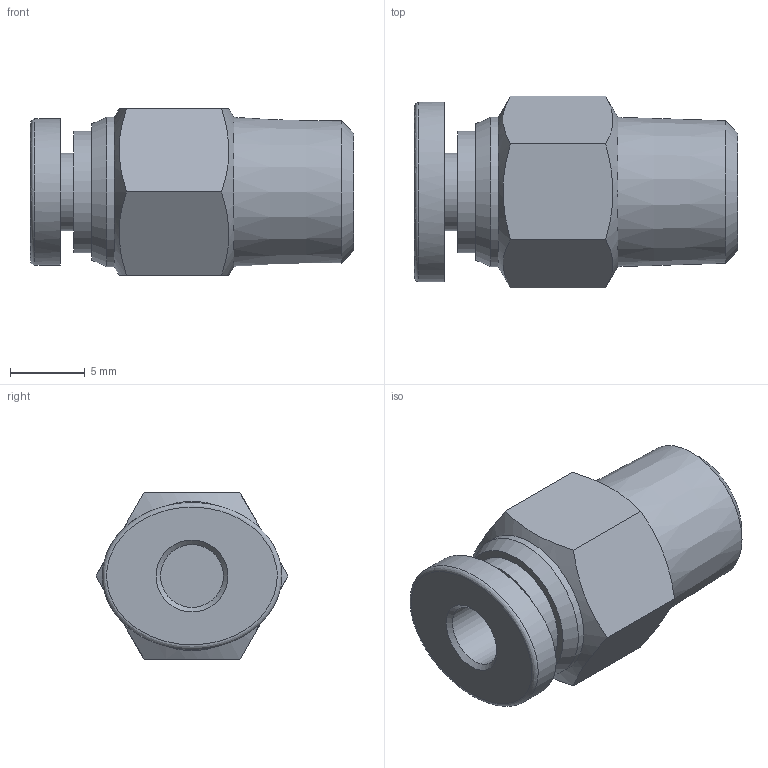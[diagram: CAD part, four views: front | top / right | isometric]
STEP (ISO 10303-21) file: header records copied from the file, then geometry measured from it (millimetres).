
FILE_DESCRIPTION((''),'2;1');
FILE_NAME('PC 5_32-N01U.stp','2016-10-12T09:49:18',('Administrator'),(''),'Autodesk Inventor 2013','Autodesk Inventor 2013','');
FILE_SCHEMA(('CONFIG_CONTROL_DESIGN'));
Length unit declared in the file: millimetre
Products named in the file (3): PC 5_32-N01U; NC 5_32-NPT1_8 BODY; SLEEVE N5_32C
Assembly tree (2 placements, depth 2):
  PC 5_32-N01U
    NC 5_32-NPT1_8 BODY
    SLEEVE N5_32C
Bounding box: 21.6 x 12.83 x 11.11 mm (x, y, z)
Volume: 1567 mm3; surface area: 1281 mm2
Topology: 2 solids, 2 shells, 26 faces, 49 edges, 30 vertices
Faces by surface type: plane 13, cone 6, cylinder 5, bspline 2
Full cylindrical faces by diameter (mm): 4.2 x2, 5.2 x1, 8.1 x1, 10 x1
Entity records: 782 total; most frequent: CARTESIAN_POINT 255, DIRECTION 98, ORIENTED_EDGE 74, AXIS2_PLACEMENT_3D 46, EDGE_LOOP 43, EDGE_CURVE 37, VERTEX_POINT 30, FACE_OUTER_BOUND 26
